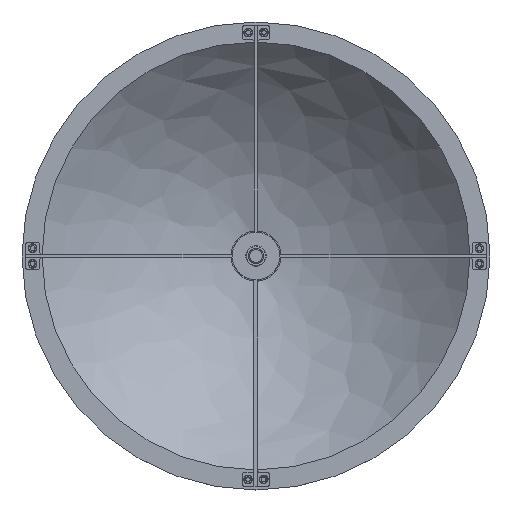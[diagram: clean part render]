
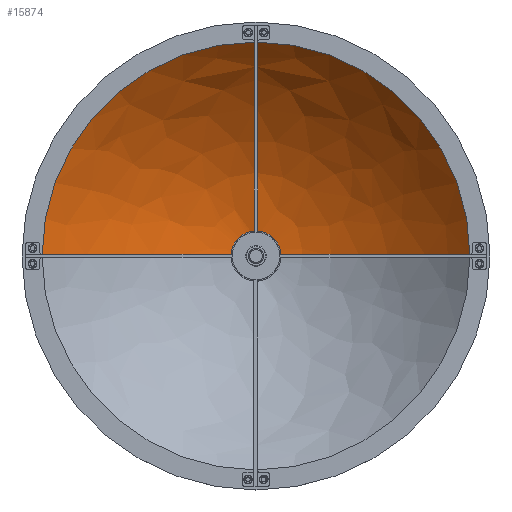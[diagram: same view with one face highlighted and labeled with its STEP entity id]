
A CAD part, top view. The second image highlights one B-rep face of the part: STEP entity #15874.
In plain terms, the highlighted free-form (B-spline) face has degree [3, 3] with [4, 4] control points.
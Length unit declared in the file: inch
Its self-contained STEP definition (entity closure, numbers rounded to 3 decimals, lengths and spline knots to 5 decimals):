
#1338 = EDGE_CURVE ( 'NONE', #26942, #23498, #30828, .T. ) ;
#1360 = CARTESIAN_POINT ( 'NONE',  ( 4.50201, 0., 2.3625 ) ) ;
#4790 = CARTESIAN_POINT ( 'NONE',  ( 0.3775, 0., 0.01655 ) ) ;
#5376 = FACE_OUTER_BOUND ( 'NONE', #19550, .T. ) ;
#5724 = CARTESIAN_POINT ( 'NONE',  ( 0.3775, 0.755, 0.01655 ) ) ;
#5810 = CARTESIAN_POINT ( 'NONE',  ( 0., 0., 2.3625 ) ) ;
#7555 = DIRECTION ( 'NONE',  ( 0., 0., 1. ) ) ;
#7782 = EDGE_CURVE ( 'NONE', #23498, #9836, #30080, .T. ) ;
#8125 = CARTESIAN_POINT ( 'NONE',  ( 3.12705, 6.25411, 0.91932 ) ) ;
#8916 = ORIENTED_EDGE ( 'NONE', *, *, #7782, .F. ) ;
#9259 = AXIS2_PLACEMENT_3D ( 'NONE', #35532, #7555, #16000 ) ;
#9836 = VERTEX_POINT ( 'NONE', #26157 ) ;
#10863 = CARTESIAN_POINT ( 'NONE',  ( -0.3775, 0.755, 0.01655 ) ) ;
#11411 = CARTESIAN_POINT ( 'NONE',  ( 3.12705, 0., 0.91932 ) ) ;
#12030 = AXIS2_PLACEMENT_3D ( 'NONE', #5810, #14256, #19918 ) ;
#13818 = CARTESIAN_POINT ( 'NONE',  ( 1.75222, 0., 0.13734 ) ) ;
#14176 = CARTESIAN_POINT ( 'NONE',  ( 0.3775, 0., 0.01655 ) ) ;
#14256 = DIRECTION ( 'NONE',  ( 0., 0., 1. ) ) ;
#15037 = ORIENTED_EDGE ( 'NONE', *, *, #1338, .F. ) ;
#15102 = EDGE_CURVE ( 'NONE', #29740, #9836, #26021, .T. ) ;
#15874 = ADVANCED_FACE ( 'NONE', ( #5376 ), #19159, .T. ) ;
#16000 = DIRECTION ( 'NONE',  ( 1., 0., 0. ) ) ;
#16156 = ORIENTED_EDGE ( 'NONE', *, *, #15102, .T. ) ;
#16566 = CARTESIAN_POINT ( 'NONE',  ( -3.12705, 0., 0.91932 ) ) ;
#16908 = CARTESIAN_POINT ( 'NONE',  ( -1.75222, 3.50443, 0.13734 ) ) ;
#17089 = CARTESIAN_POINT ( 'NONE',  ( -3.12705, 6.25411, 0.91932 ) ) ;
#19159 =( BOUNDED_SURFACE ( )  B_SPLINE_SURFACE ( 3, 3, ( 
 ( #14176, #5724, #10863, #27685 ),
 ( #13818, #33183, #16908, #25315 ),
 ( #11411, #8125, #17089, #16566 ),
 ( #19314, #28216, #24940, #36118 ) ),
 .UNSPECIFIED., .F., .F., .F. ) 
 B_SPLINE_SURFACE_WITH_KNOTS ( ( 4, 4 ),
 ( 4, 4 ),
 ( -4.12264, 0. ),
 ( 0., 1. ),
 .UNSPECIFIED. ) 
 GEOMETRIC_REPRESENTATION_ITEM ( )  RATIONAL_B_SPLINE_SURFACE ( (
 ( 1., 0.333, 0.333, 1.),
 ( 1., 0.333, 0.333, 1.),
 ( 1., 0.333, 0.333, 1.),
 ( 1., 0.333, 0.333, 1.) ) ) 
 REPRESENTATION_ITEM ( '' )  SURFACE ( )  );
#19314 = CARTESIAN_POINT ( 'NONE',  ( 4.50201, 0., 2.3625 ) ) ;
#19550 = EDGE_LOOP ( 'NONE', ( #8916, #15037, #20060, #16156 ) ) ;
#19918 = DIRECTION ( 'NONE',  ( 1., 0., 0. ) ) ;
#20060 = ORIENTED_EDGE ( 'NONE', *, *, #22243, .T. ) ;
#20512 = CARTESIAN_POINT ( 'NONE',  ( -0.3775, 0., 0.01655 ) ) ;
#22243 = EDGE_CURVE ( 'NONE', #26942, #29740, #34051, .T. ) ;
#22608 = CARTESIAN_POINT ( 'NONE',  ( 0.3775, 0., 0.01655 ) ) ;
#23498 = VERTEX_POINT ( 'NONE', #20512 ) ;
#24063 = CARTESIAN_POINT ( 'NONE',  ( -1.75222, 0., 0.13734 ) ) ;
#24239 = CARTESIAN_POINT ( 'NONE',  ( -4.50201, 0., 2.3625 ) ) ;
#24940 = CARTESIAN_POINT ( 'NONE',  ( -4.50201, 9.00403, 2.3625 ) ) ;
#25315 = CARTESIAN_POINT ( 'NONE',  ( -1.75222, 0., 0.13734 ) ) ;
#26021 = CIRCLE ( 'NONE', #12030, 4.50201 ) ;
#26157 = CARTESIAN_POINT ( 'NONE',  ( -4.50201, 0., 2.3625 ) ) ;
#26798 = CARTESIAN_POINT ( 'NONE',  ( -0.3775, 0., 0.01655 ) ) ;
#26942 = VERTEX_POINT ( 'NONE', #22608 ) ;
#27685 = CARTESIAN_POINT ( 'NONE',  ( -0.3775, 0., 0.01655 ) ) ;
#28216 = CARTESIAN_POINT ( 'NONE',  ( 4.50201, 9.00403, 2.3625 ) ) ;
#29352 = CARTESIAN_POINT ( 'NONE',  ( -3.12705, 0., 0.91932 ) ) ;
#29740 = VERTEX_POINT ( 'NONE', #34025 ) ;
#30080 = B_SPLINE_CURVE_WITH_KNOTS ( 'NONE', 3,
 ( #26798, #24063, #29352, #24239 ),
 .UNSPECIFIED., .F., .F.,
 ( 4, 4 ),
 ( -4.12264, 0. ),
 .UNSPECIFIED. ) ;
#30828 = CIRCLE ( 'NONE', #9259, 0.3775 ) ;
#33183 = CARTESIAN_POINT ( 'NONE',  ( 1.75222, 3.50443, 0.13734 ) ) ;
#34025 = CARTESIAN_POINT ( 'NONE',  ( 4.50201, 0., 2.3625 ) ) ;
#34051 = B_SPLINE_CURVE_WITH_KNOTS ( 'NONE', 3,
 ( #4790, #34986, #34617, #1360 ),
 .UNSPECIFIED., .F., .F.,
 ( 4, 4 ),
 ( -4.12264, 0. ),
 .UNSPECIFIED. ) ;
#34617 = CARTESIAN_POINT ( 'NONE',  ( 3.12705, 0., 0.91932 ) ) ;
#34986 = CARTESIAN_POINT ( 'NONE',  ( 1.75222, 0., 0.13734 ) ) ;
#35532 = CARTESIAN_POINT ( 'NONE',  ( 0., 0., 0.01655 ) ) ;
#36118 = CARTESIAN_POINT ( 'NONE',  ( -4.50201, 0., 2.3625 ) ) ;
